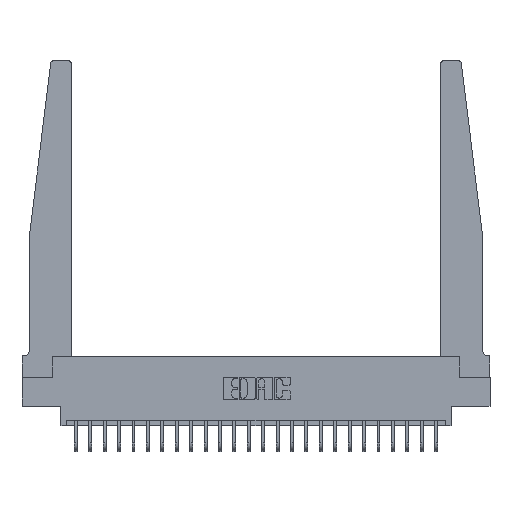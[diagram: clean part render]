
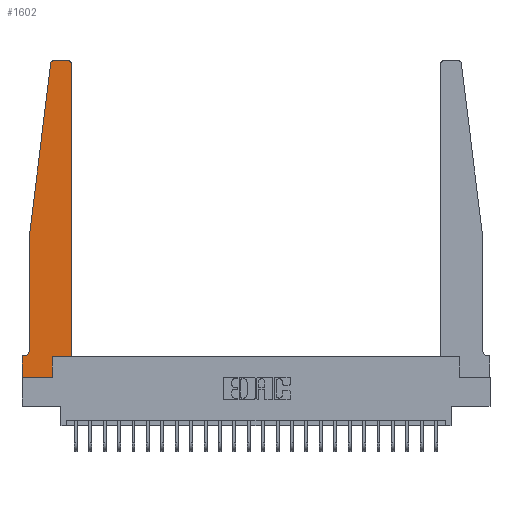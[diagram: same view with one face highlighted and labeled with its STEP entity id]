
A CAD part, top view. The second image highlights one B-rep face of the part: STEP entity #1602.
In plain terms, the highlighted planar face has unit normal (0, 0, 1).
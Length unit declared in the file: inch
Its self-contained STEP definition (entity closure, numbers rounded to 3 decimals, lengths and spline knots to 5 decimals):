
#239 = CARTESIAN_POINT ( 'NONE',  ( 0.015, 0.1875, 0.37 ) ) ;
#326 = ORIENTED_EDGE ( 'NONE', *, *, #21225, .T. ) ;
#461 = DIRECTION ( 'NONE',  ( -1., 0., 0. ) ) ;
#869 = DIRECTION ( 'NONE',  ( 1., 0., 0. ) ) ;
#1088 = VECTOR ( 'NONE', #21783, 39.37008 ) ;
#1245 = DIRECTION ( 'NONE',  ( 0., 0., -1. ) ) ;
#1294 = ORIENTED_EDGE ( 'NONE', *, *, #11366, .T. ) ;
#1435 = EDGE_CURVE ( 'NONE', #26109, #20447, #21735, .T. ) ;
#1509 = CARTESIAN_POINT ( 'NONE',  ( 0.425, 0.18, 0.37 ) ) ;
#1556 = ORIENTED_EDGE ( 'NONE', *, *, #8554, .T. ) ;
#1602 = ADVANCED_FACE ( 'NONE', ( #11990 ), #23676, .T. ) ;
#1708 = CARTESIAN_POINT ( 'NONE',  ( 0.065, 1.25, 0.37 ) ) ;
#2088 = VERTEX_POINT ( 'NONE', #1708 ) ;
#2154 = EDGE_CURVE ( 'NONE', #13186, #26109, #2386, .T. ) ;
#2187 = LINE ( 'NONE', #24538, #17371 ) ;
#2386 = LINE ( 'NONE', #16340, #5647 ) ;
#2724 = CARTESIAN_POINT ( 'NONE',  ( 0., 0., 0.37 ) ) ;
#3225 = CARTESIAN_POINT ( 'NONE',  ( 0.395, 2.72, 0.37 ) ) ;
#3589 = CARTESIAN_POINT ( 'NONE',  ( 0.27653, 2.75, 0.37 ) ) ;
#4061 = LINE ( 'NONE', #6182, #20512 ) ;
#4111 = DIRECTION ( 'NONE',  ( 0., 1., 0. ) ) ;
#4877 = CARTESIAN_POINT ( 'NONE',  ( 0.27653, 2.72, 0.37 ) ) ;
#5045 = DIRECTION ( 'NONE',  ( 0., -1., 0. ) ) ;
#5397 = VECTOR ( 'NONE', #25166, 39.37008 ) ;
#5647 = VECTOR ( 'NONE', #4111, 39.37008 ) ;
#5657 = ORIENTED_EDGE ( 'NONE', *, *, #19218, .T. ) ;
#6140 = AXIS2_PLACEMENT_3D ( 'NONE', #4877, #19111, #869 ) ;
#6182 = CARTESIAN_POINT ( 'NONE',  ( 0., 0., 0.37 ) ) ;
#7078 = VERTEX_POINT ( 'NONE', #18989 ) ;
#7327 = DIRECTION ( 'NONE',  ( 0., 0., 1. ) ) ;
#7517 = DIRECTION ( 'NONE',  ( 0., 1., 0. ) ) ;
#7551 = ORIENTED_EDGE ( 'NONE', *, *, #22584, .T. ) ;
#7735 = AXIS2_PLACEMENT_3D ( 'NONE', #9594, #24085, #22076 ) ;
#8339 = DIRECTION ( 'NONE',  ( 1., 0., 0. ) ) ;
#8554 = EDGE_CURVE ( 'NONE', #18669, #13186, #18823, .T. ) ;
#8930 = LINE ( 'NONE', #19320, #5397 ) ;
#9105 = ORIENTED_EDGE ( 'NONE', *, *, #16171, .T. ) ;
#9594 = CARTESIAN_POINT ( 'NONE',  ( 0., 0.1875, 0.37 ) ) ;
#9946 = ORIENTED_EDGE ( 'NONE', *, *, #12879, .T. ) ;
#10423 = CIRCLE ( 'NONE', #17218, 0.05 ) ;
#10879 = VECTOR ( 'NONE', #5045, 39.37008 ) ;
#10935 = LINE ( 'NONE', #12665, #22824 ) ;
#10947 = VERTEX_POINT ( 'NONE', #26165 ) ;
#11160 = CARTESIAN_POINT ( 'NONE',  ( 0.065, 1.25, 0.37 ) ) ;
#11196 = DIRECTION ( 'NONE',  ( 1., 0., 0. ) ) ;
#11285 = ORIENTED_EDGE ( 'NONE', *, *, #1435, .T. ) ;
#11366 = EDGE_CURVE ( 'NONE', #7078, #18669, #23726, .T. ) ;
#11990 = FACE_OUTER_BOUND ( 'NONE', #24522, .T. ) ;
#12006 = AXIS2_PLACEMENT_3D ( 'NONE', #3225, #7327, #11196 ) ;
#12665 = CARTESIAN_POINT ( 'NONE',  ( 0.065, 1.25, 0.37 ) ) ;
#12879 = EDGE_CURVE ( 'NONE', #19091, #23475, #2187, .T. ) ;
#12898 = CARTESIAN_POINT ( 'NONE',  ( 0.425, 2.72, 0.37 ) ) ;
#12899 = LINE ( 'NONE', #11160, #10879 ) ;
#13156 = VERTEX_POINT ( 'NONE', #2724 ) ;
#13186 = VERTEX_POINT ( 'NONE', #1509 ) ;
#13431 = CARTESIAN_POINT ( 'NONE',  ( 0., 0., 0.37 ) ) ;
#14169 = ORIENTED_EDGE ( 'NONE', *, *, #23277, .T. ) ;
#14948 = DIRECTION ( 'NONE',  ( -1., 0., 0. ) ) ;
#15057 = VERTEX_POINT ( 'NONE', #20078 ) ;
#15414 = LINE ( 'NONE', #13431, #1088 ) ;
#16171 = EDGE_CURVE ( 'NONE', #13156, #7078, #4061, .T. ) ;
#16340 = CARTESIAN_POINT ( 'NONE',  ( 0.425, 0.18, 0.37 ) ) ;
#16767 = CIRCLE ( 'NONE', #6140, 0.03 ) ;
#17218 = AXIS2_PLACEMENT_3D ( 'NONE', #26068, #1245, #14948 ) ;
#17371 = VECTOR ( 'NONE', #461, 39.37008 ) ;
#17591 = VECTOR ( 'NONE', #8339, 39.37008 ) ;
#18578 = CARTESIAN_POINT ( 'NONE',  ( 0.425, 0.18, 0.37 ) ) ;
#18669 = VERTEX_POINT ( 'NONE', #26199 ) ;
#18823 = LINE ( 'NONE', #18578, #17591 ) ;
#18989 = CARTESIAN_POINT ( 'NONE',  ( 0.2605, 0., 0.37 ) ) ;
#19091 = VERTEX_POINT ( 'NONE', #239 ) ;
#19111 = DIRECTION ( 'NONE',  ( 0., 0., 1. ) ) ;
#19218 = EDGE_CURVE ( 'NONE', #26186, #10947, #16767, .T. ) ;
#19320 = CARTESIAN_POINT ( 'NONE',  ( 0.25, 2.75, 0.37 ) ) ;
#19698 = VECTOR ( 'NONE', #7517, 39.37008 ) ;
#20044 = ORIENTED_EDGE ( 'NONE', *, *, #21149, .T. ) ;
#20078 = CARTESIAN_POINT ( 'NONE',  ( 0.065, 0.2375, 0.37 ) ) ;
#20447 = VERTEX_POINT ( 'NONE', #25873 ) ;
#20479 = ORIENTED_EDGE ( 'NONE', *, *, #2154, .T. ) ;
#20512 = VECTOR ( 'NONE', #22522, 39.37008 ) ;
#20831 = EDGE_CURVE ( 'NONE', #15057, #19091, #10423, .T. ) ;
#21149 = EDGE_CURVE ( 'NONE', #2088, #15057, #12899, .T. ) ;
#21225 = EDGE_CURVE ( 'NONE', #23475, #13156, #15414, .T. ) ;
#21389 = ORIENTED_EDGE ( 'NONE', *, *, #20831, .T. ) ;
#21735 = CIRCLE ( 'NONE', #12006, 0.03 ) ;
#21783 = DIRECTION ( 'NONE',  ( 0., -1., 0. ) ) ;
#22076 = DIRECTION ( 'NONE',  ( 1., 0., 0. ) ) ;
#22522 = DIRECTION ( 'NONE',  ( 1., 0., 0. ) ) ;
#22584 = EDGE_CURVE ( 'NONE', #20447, #26186, #8930, .T. ) ;
#22824 = VECTOR ( 'NONE', #25289, 39.37008 ) ;
#22827 = CARTESIAN_POINT ( 'NONE',  ( 0., 0.1875, 0.37 ) ) ;
#23277 = EDGE_CURVE ( 'NONE', #10947, #2088, #10935, .T. ) ;
#23475 = VERTEX_POINT ( 'NONE', #22827 ) ;
#23598 = CARTESIAN_POINT ( 'NONE',  ( 0.2605, 0.18, 0.37 ) ) ;
#23676 = PLANE ( 'NONE',  #7735 ) ;
#23726 = LINE ( 'NONE', #23598, #19698 ) ;
#24085 = DIRECTION ( 'NONE',  ( 0., 0., 1. ) ) ;
#24522 = EDGE_LOOP ( 'NONE', ( #7551, #5657, #14169, #20044, #21389, #9946, #326, #9105, #1294, #1556, #20479, #11285 ) ) ;
#24538 = CARTESIAN_POINT ( 'NONE',  ( 0.065, 0.1875, 0.37 ) ) ;
#25166 = DIRECTION ( 'NONE',  ( -1., 0., 0. ) ) ;
#25289 = DIRECTION ( 'NONE',  ( -0.122, -0.992, 0. ) ) ;
#25873 = CARTESIAN_POINT ( 'NONE',  ( 0.395, 2.75, 0.37 ) ) ;
#26068 = CARTESIAN_POINT ( 'NONE',  ( 0.015, 0.2375, 0.37 ) ) ;
#26109 = VERTEX_POINT ( 'NONE', #12898 ) ;
#26165 = CARTESIAN_POINT ( 'NONE',  ( 0.24675, 2.72367, 0.37 ) ) ;
#26186 = VERTEX_POINT ( 'NONE', #3589 ) ;
#26199 = CARTESIAN_POINT ( 'NONE',  ( 0.2605, 0.18, 0.37 ) ) ;
